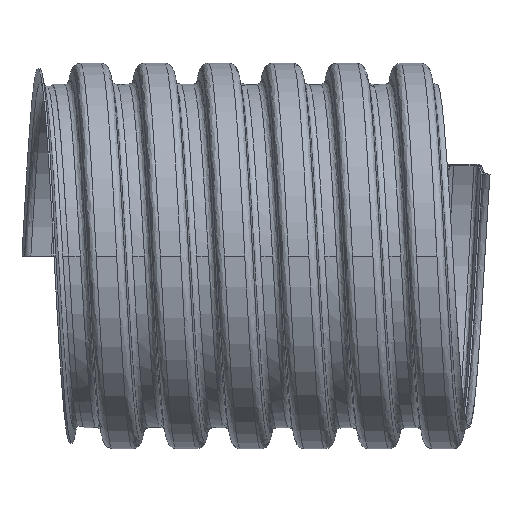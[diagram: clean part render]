
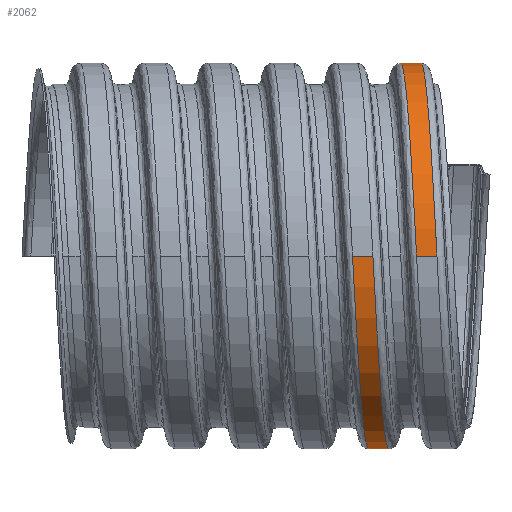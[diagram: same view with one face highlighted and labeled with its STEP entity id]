
A CAD part, front view. The second image highlights one B-rep face of the part: STEP entity #2062.
In plain terms, the highlighted cylindrical face has radius 41.85 mm (diameter 83.7 mm), a full revolution.
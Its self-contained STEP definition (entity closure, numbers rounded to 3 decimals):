
#230=FACE_OUTER_BOUND('',#332,.T.);
#332=EDGE_LOOP('',(#1643,#1644,#1645,#1646));
#493=B_SPLINE_CURVE_WITH_KNOTS('',3,(#10820,#10821,#10822,#10823,#10824,
#10825,#10826,#10827,#10828,#10829,#10830,#10831,#10832,#10833,#10834,#10835,
#10836),.UNSPECIFIED.,.F.,.F.,(4,1,1,1,1,1,1,1,1,1,1,1,1,1,4),(28.274,
28.402,28.892,29.382,29.871,30.361,
30.851,31.341,31.83,32.32,32.81,
33.299,33.789,34.279,34.558),
 .UNSPECIFIED.);
#494=B_SPLINE_CURVE_WITH_KNOTS('',3,(#10837,#10838,#10839,#10840,#10841,
#10842,#10843,#10844,#10845,#10846,#10847,#10848,#10849,#10850,#10851,#10852,
#10853),.UNSPECIFIED.,.F.,.F.,(4,1,1,1,1,1,1,1,1,1,1,1,1,1,4),(28.274,
28.402,28.892,29.382,29.871,30.361,
30.851,31.341,31.83,32.32,32.81,
33.299,33.789,34.279,34.558),
 .UNSPECIFIED.);
#601=LINE('',#10781,#705);
#602=LINE('',#10819,#706);
#705=VECTOR('',#2562,41.85);
#706=VECTOR('',#2565,41.85);
#891=VERTEX_POINT('',#10779);
#892=VERTEX_POINT('',#10780);
#893=VERTEX_POINT('',#10817);
#894=VERTEX_POINT('',#10818);
#1159=EDGE_CURVE('',#891,#892,#601,.T.);
#1162=EDGE_CURVE('',#893,#894,#602,.T.);
#1163=EDGE_CURVE('',#891,#893,#493,.T.);
#1164=EDGE_CURVE('',#892,#894,#494,.T.);
#1643=ORIENTED_EDGE('',*,*,#1162,.F.);
#1644=ORIENTED_EDGE('',*,*,#1163,.F.);
#1645=ORIENTED_EDGE('',*,*,#1159,.T.);
#1646=ORIENTED_EDGE('',*,*,#1164,.T.);
#1870=CYLINDRICAL_SURFACE('',#2243,41.85);
#2062=ADVANCED_FACE('',(#230),#1870,.T.);
#2243=AXIS2_PLACEMENT_3D('',#10816,#2563,#2564);
#2562=DIRECTION('',(-1.,0.,0.));
#2563=DIRECTION('center_axis',(1.,0.,0.));
#2564=DIRECTION('ref_axis',(0.,1.,0.));
#2565=DIRECTION('',(-1.,0.,0.));
#10779=CARTESIAN_POINT('',(76.135,-41.849,-0.001));
#10780=CARTESIAN_POINT('',(71.712,-41.849,-0.001));
#10781=CARTESIAN_POINT('',(13.585,-41.85,0.));
#10816=CARTESIAN_POINT('Origin',(13.585,0.,
0.));
#10817=CARTESIAN_POINT('',(90.035,-41.847,0.));
#10818=CARTESIAN_POINT('',(85.612,-41.847,0.));
#10819=CARTESIAN_POINT('',(13.585,-41.85,0.));
#10820=CARTESIAN_POINT('Ctrl Pts',(76.135,-41.849,-0.001));
#10821=CARTESIAN_POINT('Ctrl Pts',(76.229,-41.851,-1.788));
#10822=CARTESIAN_POINT('Ctrl Pts',(76.685,-41.309,-10.405));
#10823=CARTESIAN_POINT('Ctrl Pts',(77.501,-35.509,-25.231));
#10824=CARTESIAN_POINT('Ctrl Pts',(78.585,-19.468,-38.967));
#10825=CARTESIAN_POINT('Ctrl Pts',(79.668,1.148,-43.545));
#10826=CARTESIAN_POINT('Ctrl Pts',(80.751,21.495,-37.887));
#10827=CARTESIAN_POINT('Ctrl Pts',(81.835,36.789,-23.324));
#10828=CARTESIAN_POINT('Ctrl Pts',(82.918,43.436,-3.279));
#10829=CARTESIAN_POINT('Ctrl Pts',(84.001,39.874,17.537));
#10830=CARTESIAN_POINT('Ctrl Pts',(85.085,26.939,34.231));
#10831=CARTESIAN_POINT('Ctrl Pts',(86.168,7.672,42.879));
#10832=CARTESIAN_POINT('Ctrl Pts',(87.251,-13.398,41.448));
#10833=CARTESIAN_POINT('Ctrl Pts',(88.335,-31.319,30.275));
#10834=CARTESIAN_POINT('Ctrl Pts',(89.262,-40.362,14.612));
#10835=CARTESIAN_POINT('Ctrl Pts',(89.829,-41.846,3.889));
#10836=CARTESIAN_POINT('Ctrl Pts',(90.035,-41.847,0.));
#10837=CARTESIAN_POINT('Ctrl Pts',(71.712,-41.849,-0.001));
#10838=CARTESIAN_POINT('Ctrl Pts',(71.807,-41.851,-1.788));
#10839=CARTESIAN_POINT('Ctrl Pts',(72.262,-41.309,-10.405));
#10840=CARTESIAN_POINT('Ctrl Pts',(73.079,-35.509,-25.231));
#10841=CARTESIAN_POINT('Ctrl Pts',(74.162,-19.468,-38.967));
#10842=CARTESIAN_POINT('Ctrl Pts',(75.246,1.148,-43.545));
#10843=CARTESIAN_POINT('Ctrl Pts',(76.329,21.495,-37.887));
#10844=CARTESIAN_POINT('Ctrl Pts',(77.412,36.789,-23.324));
#10845=CARTESIAN_POINT('Ctrl Pts',(78.496,43.436,-3.279));
#10846=CARTESIAN_POINT('Ctrl Pts',(79.579,39.874,17.537));
#10847=CARTESIAN_POINT('Ctrl Pts',(80.662,26.939,34.231));
#10848=CARTESIAN_POINT('Ctrl Pts',(81.746,7.672,42.879));
#10849=CARTESIAN_POINT('Ctrl Pts',(82.829,-13.398,41.448));
#10850=CARTESIAN_POINT('Ctrl Pts',(83.912,-31.319,30.275));
#10851=CARTESIAN_POINT('Ctrl Pts',(84.84,-40.362,14.612));
#10852=CARTESIAN_POINT('Ctrl Pts',(85.407,-41.846,3.889));
#10853=CARTESIAN_POINT('Ctrl Pts',(85.612,-41.847,0.));
